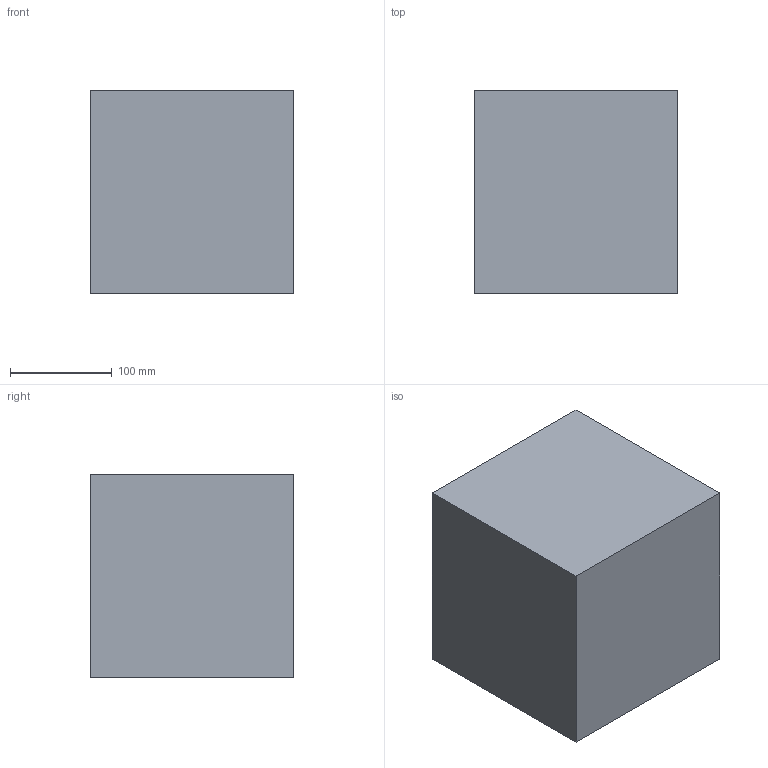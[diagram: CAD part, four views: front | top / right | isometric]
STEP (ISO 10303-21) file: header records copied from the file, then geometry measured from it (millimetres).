
FILE_DESCRIPTION (( 'STEP AP203' ), '1' );
FILE_NAME ('Shell inside cube separate bodies.STEP', '2022-03-18T15:38:28', ( '' ), ( '' ), 'SwSTEP 2.0', 'SolidWorks 2019', '' );
FILE_SCHEMA (( 'CONFIG_CONTROL_DESIGN' ));
Length unit declared in the file: millimetre
Products named in the file (1): Shell inside cube separate bodies
Bounding box: 200 x 200 x 200 mm (x, y, z)
Volume: 8000001.8 mm3; surface area: 240019.2 mm2
Topology: 2 solids, 3 shells, 94 faces, 257 edges, 167 vertices
Faces by surface type: bspline 48, cone 18, torus 10, sphere 8, plane 8, cylinder 2
Entity records: 5920 total; most frequent: CARTESIAN_POINT 3992, ORIENTED_EDGE 484, DIRECTION 242, EDGE_CURVE 242, VERTEX_POINT 160, B_SPLINE_CURVE_WITH_KNOTS 158, AXIS2_PLACEMENT_3D 113, EDGE_LOOP 96
